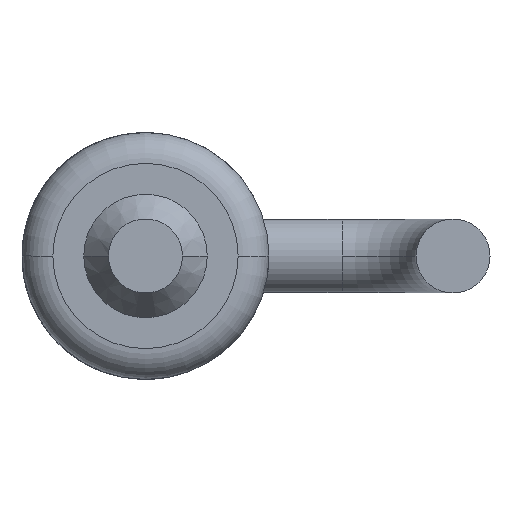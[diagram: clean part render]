
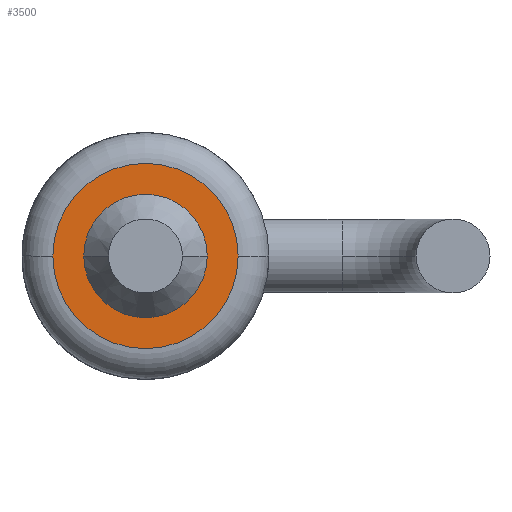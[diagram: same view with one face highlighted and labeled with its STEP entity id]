
A CAD part, front view. The second image highlights one B-rep face of the part: STEP entity #3500.
In plain terms, the highlighted planar face has unit normal (0, -1, 0).
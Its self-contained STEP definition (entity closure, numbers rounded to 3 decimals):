
#151 = CIRCLE ( 'NONE', #4205, 0.382 ) ;
#200 = FACE_BOUND ( 'NONE', #1457, .T. ) ;
#217 = DIRECTION ( 'NONE',  ( 0., -1., 0. ) ) ;
#308 = VERTEX_POINT ( 'NONE', #1152 ) ;
#345 = CARTESIAN_POINT ( 'NONE',  ( 0.574, 1.21, 0. ) ) ;
#471 = DIRECTION ( 'NONE',  ( 1., 0., 0. ) ) ;
#757 = AXIS2_PLACEMENT_3D ( 'NONE', #4495, #918, #1582 ) ;
#836 = EDGE_CURVE ( 'NONE', #2171, #308, #2729, .T. ) ;
#918 = DIRECTION ( 'NONE',  ( 0., 1., 0. ) ) ;
#971 = CIRCLE ( 'NONE', #1959, 0.382 ) ;
#1122 = EDGE_LOOP ( 'NONE', ( #4426, #1439 ) ) ;
#1139 = VERTEX_POINT ( 'NONE', #1659 ) ;
#1152 = CARTESIAN_POINT ( 'NONE',  ( -0.574, 1.21, 0. ) ) ;
#1224 = DIRECTION ( 'NONE',  ( 1., 0., 0. ) ) ;
#1439 = ORIENTED_EDGE ( 'NONE', *, *, #4073, .T. ) ;
#1457 = EDGE_LOOP ( 'NONE', ( #1988, #4267 ) ) ;
#1465 = CARTESIAN_POINT ( 'NONE',  ( -0.383, 1.21, 0. ) ) ;
#1582 = DIRECTION ( 'NONE',  ( -1., 0., 0. ) ) ;
#1659 = CARTESIAN_POINT ( 'NONE',  ( 0.382, 1.21, 0. ) ) ;
#1680 = EDGE_CURVE ( 'NONE', #1139, #1923, #151, .T. ) ;
#1916 = PLANE ( 'NONE',  #757 ) ;
#1918 = DIRECTION ( 'NONE',  ( 0., -1., 0. ) ) ;
#1920 = DIRECTION ( 'NONE',  ( 1., 0., 0. ) ) ;
#1923 = VERTEX_POINT ( 'NONE', #1465 ) ;
#1959 = AXIS2_PLACEMENT_3D ( 'NONE', #4095, #1918, #2293 ) ;
#1988 = ORIENTED_EDGE ( 'NONE', *, *, #1680, .F. ) ;
#2171 = VERTEX_POINT ( 'NONE', #345 ) ;
#2279 = DIRECTION ( 'NONE',  ( 0., -1., 0. ) ) ;
#2293 = DIRECTION ( 'NONE',  ( 1., 0., 0. ) ) ;
#2716 = CARTESIAN_POINT ( 'NONE',  ( 0., 1.21, 0. ) ) ;
#2729 = CIRCLE ( 'NONE', #2812, 0.574 ) ;
#2812 = AXIS2_PLACEMENT_3D ( 'NONE', #3020, #3839, #1920 ) ;
#3020 = CARTESIAN_POINT ( 'NONE',  ( 0., 1.21, 0. ) ) ;
#3215 = EDGE_CURVE ( 'NONE', #1923, #1139, #971, .T. ) ;
#3500 = ADVANCED_FACE ( 'NONE', ( #200, #4206 ), #1916, .F. ) ;
#3839 = DIRECTION ( 'NONE',  ( 0., -1., 0. ) ) ;
#4073 = EDGE_CURVE ( 'NONE', #308, #2171, #4330, .T. ) ;
#4095 = CARTESIAN_POINT ( 'NONE',  ( 0., 1.21, 0. ) ) ;
#4205 = AXIS2_PLACEMENT_3D ( 'NONE', #2716, #217, #1224 ) ;
#4206 = FACE_OUTER_BOUND ( 'NONE', #1122, .T. ) ;
#4267 = ORIENTED_EDGE ( 'NONE', *, *, #3215, .F. ) ;
#4330 = CIRCLE ( 'NONE', #4414, 0.574 ) ;
#4414 = AXIS2_PLACEMENT_3D ( 'NONE', #4489, #2279, #471 ) ;
#4426 = ORIENTED_EDGE ( 'NONE', *, *, #836, .T. ) ;
#4489 = CARTESIAN_POINT ( 'NONE',  ( 0., 1.21, 0. ) ) ;
#4495 = CARTESIAN_POINT ( 'NONE',  ( -0.574, 1.21, 0. ) ) ;
